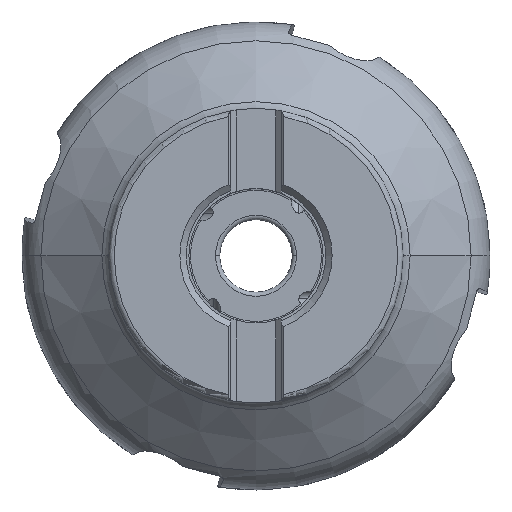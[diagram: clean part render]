
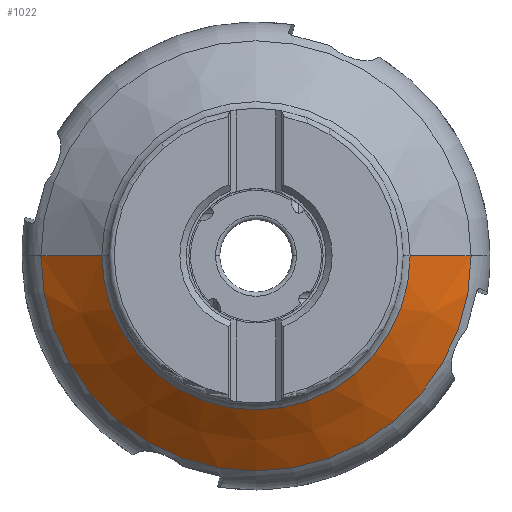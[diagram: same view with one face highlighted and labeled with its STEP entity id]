
A CAD part, top view. The second image highlights one B-rep face of the part: STEP entity #1022.
In plain terms, the highlighted conical face has half-angle 50 degrees and reference radius 34.908 mm.
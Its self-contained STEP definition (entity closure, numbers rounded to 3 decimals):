
#1022=ADVANCED_FACE('',(#1671),#1423,.T.);
#1423=CONICAL_SURFACE('',#11284,34.908,50.);
#1671=FACE_OUTER_BOUND('',#2301,.T.);
#2301=EDGE_LOOP('',(#5690,#5691,#5692,#5693));
#2891=LINE('',#25934,#3358);
#2892=LINE('',#25938,#3359);
#3358=VECTOR('',#12965,1.);
#3359=VECTOR('',#12968,1.);
#5690=ORIENTED_EDGE('',*,*,#9120,.T.);
#5691=ORIENTED_EDGE('',*,*,#9328,.F.);
#5692=ORIENTED_EDGE('',*,*,#9329,.F.);
#5693=ORIENTED_EDGE('',*,*,#9330,.T.);
#7899=VERTEX_POINT('',#20362);
#7900=VERTEX_POINT('',#20364);
#8067=VERTEX_POINT('',#25935);
#8068=VERTEX_POINT('',#25937);
#9120=EDGE_CURVE('',#7899,#7900,#10306,.T.);
#9328=EDGE_CURVE('',#8067,#7900,#2891,.T.);
#9329=EDGE_CURVE('',#8068,#8067,#10340,.T.);
#9330=EDGE_CURVE('',#8068,#7899,#2892,.T.);
#10306=CIRCLE('',#11167,40.67);
#10340=CIRCLE('',#11283,29.146);
#11167=AXIS2_PLACEMENT_3D('',#21783,#12645,#12646);
#11283=AXIS2_PLACEMENT_3D('',#25936,#12966,#12967);
#11284=AXIS2_PLACEMENT_3D('',#25939,#12969,#12970);
#12645=DIRECTION('',(0.,0.,1.));
#12646=DIRECTION('',(-1.,0.,0.));
#12965=DIRECTION('',(0.766,0.,-0.643));
#12966=DIRECTION('',(0.,0.,1.));
#12967=DIRECTION('',(-1.,0.,0.));
#12968=DIRECTION('',(-0.766,0.,-0.643));
#12969=DIRECTION('',(0.,0.,-1.));
#12970=DIRECTION('',(1.,0.,0.));
#20362=CARTESIAN_POINT('',(-40.67,0.,-25.804));
#20364=CARTESIAN_POINT('',(40.67,0.,-25.804));
#21783=CARTESIAN_POINT('',(0.,0.,-25.804));
#25934=CARTESIAN_POINT('',(40.67,0.,-25.804));
#25935=CARTESIAN_POINT('',(29.146,0.,-16.134));
#25936=CARTESIAN_POINT('',(0.,0.,-16.134));
#25937=CARTESIAN_POINT('',(-29.146,0.,-16.134));
#25938=CARTESIAN_POINT('',(-40.67,0.,-25.804));
#25939=CARTESIAN_POINT('',(0.,0.,-20.969));
